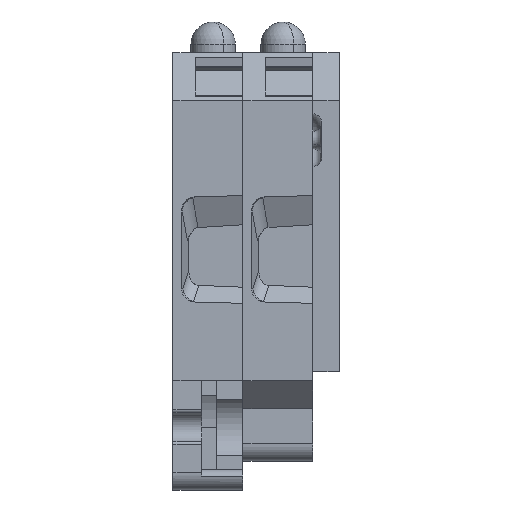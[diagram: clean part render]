
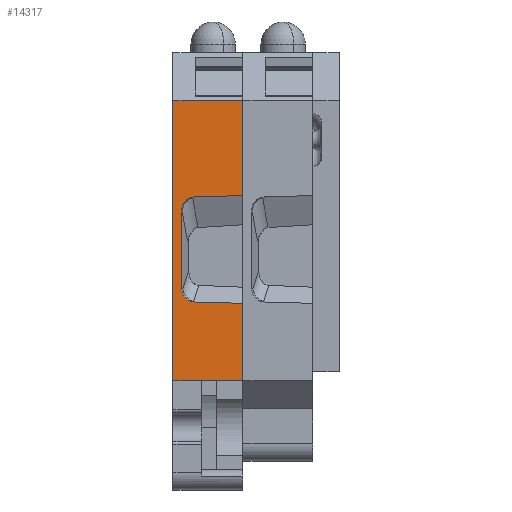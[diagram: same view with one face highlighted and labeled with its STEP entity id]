
A CAD part, front view. The second image highlights one B-rep face of the part: STEP entity #14317.
In plain terms, the highlighted planar face has unit normal (0, -1, 0).
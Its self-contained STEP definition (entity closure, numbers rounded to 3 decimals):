
#14224=AXIS2_PLACEMENT_3D('Plane Axis2P3D',#14221,#14222,#14223) ;
#14164=CARTESIAN_POINT('Vertex',(0.,0.,44.5)) ;
#14167=CARTESIAN_POINT('Line Origine',(4.,0.,44.5)) ;
#14171=CARTESIAN_POINT('Vertex',(8.,0.,44.5)) ;
#14221=CARTESIAN_POINT('Axis2P3D Location',(0.,0.,12.5)) ;
#14226=CARTESIAN_POINT('Line Origine',(1.,0.,27.5)) ;
#14230=CARTESIAN_POINT('Vertex',(1.,0.,32.01)) ;
#14232=CARTESIAN_POINT('Vertex',(1.,0.,22.99)) ;
#14236=CARTESIAN_POINT('Control Point',(2.564,0.,33.515)) ;
#14237=CARTESIAN_POINT('Control Point',(2.366,0.,33.51)) ;
#14238=CARTESIAN_POINT('Control Point',(2.168,0.,33.476)) ;
#14239=CARTESIAN_POINT('Control Point',(1.977,0.,33.414)) ;
#14240=CARTESIAN_POINT('Control Point',(1.667,0.,33.258)) ;
#14241=CARTESIAN_POINT('Control Point',(1.41,0.,33.028)) ;
#14242=CARTESIAN_POINT('Control Point',(1.313,0.,32.918)) ;
#14243=CARTESIAN_POINT('Control Point',(1.151,0.,32.684)) ;
#14244=CARTESIAN_POINT('Control Point',(1.05,0.,32.419)) ;
#14245=CARTESIAN_POINT('Control Point',(1.016,0.,32.285)) ;
#14246=CARTESIAN_POINT('Control Point',(1.,0.,32.147)) ;
#14247=CARTESIAN_POINT('Control Point',(1.,0.,32.01)) ;
#14248=CARTESIAN_POINT('Vertex',(2.564,0.,33.515)) ;
#14251=CARTESIAN_POINT('Line Origine',(5.282,0.,33.586)) ;
#14255=CARTESIAN_POINT('Vertex',(8.,0.,33.657)) ;
#14258=CARTESIAN_POINT('Line Origine',(8.,0.,39.079)) ;
#14263=CARTESIAN_POINT('Line Origine',(0.,0.,28.5)) ;
#14267=CARTESIAN_POINT('Vertex',(0.,0.,12.5)) ;
#14270=CARTESIAN_POINT('Line Origine',(4.,0.,12.5)) ;
#14274=CARTESIAN_POINT('Vertex',(8.,0.,12.5)) ;
#14277=CARTESIAN_POINT('Line Origine',(8.,0.,16.921)) ;
#14281=CARTESIAN_POINT('Vertex',(8.,0.,21.343)) ;
#14284=CARTESIAN_POINT('Line Origine',(5.282,0.,21.414)) ;
#14288=CARTESIAN_POINT('Vertex',(2.564,0.,21.485)) ;
#14292=CARTESIAN_POINT('Control Point',(2.564,0.,21.485)) ;
#14293=CARTESIAN_POINT('Control Point',(2.366,0.,21.49)) ;
#14294=CARTESIAN_POINT('Control Point',(2.168,0.,21.524)) ;
#14295=CARTESIAN_POINT('Control Point',(1.977,0.,21.586)) ;
#14296=CARTESIAN_POINT('Control Point',(1.667,0.,21.742)) ;
#14297=CARTESIAN_POINT('Control Point',(1.41,0.,21.972)) ;
#14298=CARTESIAN_POINT('Control Point',(1.313,0.,22.082)) ;
#14299=CARTESIAN_POINT('Control Point',(1.151,0.,22.316)) ;
#14300=CARTESIAN_POINT('Control Point',(1.05,0.,22.581)) ;
#14301=CARTESIAN_POINT('Control Point',(1.016,0.,22.715)) ;
#14302=CARTESIAN_POINT('Control Point',(1.,0.,22.853)) ;
#14303=CARTESIAN_POINT('Control Point',(1.,0.,22.99)) ;
#14168=DIRECTION('Vector Direction',(1.,0.,0.)) ;
#14222=DIRECTION('Axis2P3D Direction',(0.,1.,0.)) ;
#14223=DIRECTION('Axis2P3D XDirection',(0.,0.,1.)) ;
#14227=DIRECTION('Vector Direction',(0.,0.,1.)) ;
#14252=DIRECTION('Vector Direction',(1.,0.,0.026)) ;
#14259=DIRECTION('Vector Direction',(0.,0.,1.)) ;
#14264=DIRECTION('Vector Direction',(0.,0.,1.)) ;
#14271=DIRECTION('Vector Direction',(1.,0.,0.)) ;
#14278=DIRECTION('Vector Direction',(0.,0.,1.)) ;
#14285=DIRECTION('Vector Direction',(1.,0.,-0.026)) ;
#14169=VECTOR('Line Direction',#14168,1.) ;
#14228=VECTOR('Line Direction',#14227,1.) ;
#14253=VECTOR('Line Direction',#14252,1.) ;
#14260=VECTOR('Line Direction',#14259,1.) ;
#14265=VECTOR('Line Direction',#14264,1.) ;
#14272=VECTOR('Line Direction',#14271,1.) ;
#14279=VECTOR('Line Direction',#14278,1.) ;
#14286=VECTOR('Line Direction',#14285,1.) ;
#14306=ORIENTED_EDGE('',*,*,#14234,.F.) ;
#14307=ORIENTED_EDGE('',*,*,#14250,.T.) ;
#14308=ORIENTED_EDGE('',*,*,#14257,.T.) ;
#14309=ORIENTED_EDGE('',*,*,#14262,.F.) ;
#14310=ORIENTED_EDGE('',*,*,#14173,.F.) ;
#14311=ORIENTED_EDGE('',*,*,#14269,.T.) ;
#14312=ORIENTED_EDGE('',*,*,#14276,.T.) ;
#14313=ORIENTED_EDGE('',*,*,#14283,.F.) ;
#14314=ORIENTED_EDGE('',*,*,#14290,.T.) ;
#14315=ORIENTED_EDGE('',*,*,#14304,.T.) ;
#14317=ADVANCED_FACE('12076_KLTR_SAKT1_TS_32.1\\K\X2\00F6\X0\rper.5',(#14316),#14225,.F.) ;
#14235=B_SPLINE_CURVE_WITH_KNOTS('',5,(#14236,#14237,#14238,#14239,#14240,#14241,#14242,#14243,#14244,#14245,#14246,#14247),.UNSPECIFIED.,.F.,.U.,(6,3,3,6),(0.,1.401,2.425,3.396),.UNSPECIFIED.) ;
#14291=B_SPLINE_CURVE_WITH_KNOTS('',5,(#14292,#14293,#14294,#14295,#14296,#14297,#14298,#14299,#14300,#14301,#14302,#14303),.UNSPECIFIED.,.F.,.U.,(6,3,3,6),(0.,1.401,2.425,3.396),.UNSPECIFIED.) ;
#14173=EDGE_CURVE('',#14165,#14172,#14170,.T.) ;
#14234=EDGE_CURVE('',#14231,#14233,#14229,.F.) ;
#14250=EDGE_CURVE('',#14231,#14249,#14235,.F.) ;
#14257=EDGE_CURVE('',#14249,#14256,#14254,.T.) ;
#14262=EDGE_CURVE('',#14172,#14256,#14261,.F.) ;
#14269=EDGE_CURVE('',#14165,#14268,#14266,.F.) ;
#14276=EDGE_CURVE('',#14268,#14275,#14273,.T.) ;
#14283=EDGE_CURVE('',#14282,#14275,#14280,.F.) ;
#14290=EDGE_CURVE('',#14282,#14289,#14287,.F.) ;
#14304=EDGE_CURVE('',#14289,#14233,#14291,.T.) ;
#14305=EDGE_LOOP('',(#14306,#14307,#14308,#14309,#14310,#14311,#14312,#14313,#14314,#14315)) ;
#14316=FACE_OUTER_BOUND('',#14305,.T.) ;
#14170=LINE('Line',#14167,#14169) ;
#14229=LINE('Line',#14226,#14228) ;
#14254=LINE('Line',#14251,#14253) ;
#14261=LINE('Line',#14258,#14260) ;
#14266=LINE('Line',#14263,#14265) ;
#14273=LINE('Line',#14270,#14272) ;
#14280=LINE('Line',#14277,#14279) ;
#14287=LINE('Line',#14284,#14286) ;
#14225=PLANE('',#14224) ;
#14165=VERTEX_POINT('',#14164) ;
#14172=VERTEX_POINT('',#14171) ;
#14231=VERTEX_POINT('',#14230) ;
#14233=VERTEX_POINT('',#14232) ;
#14249=VERTEX_POINT('',#14248) ;
#14256=VERTEX_POINT('',#14255) ;
#14268=VERTEX_POINT('',#14267) ;
#14275=VERTEX_POINT('',#14274) ;
#14282=VERTEX_POINT('',#14281) ;
#14289=VERTEX_POINT('',#14288) ;
